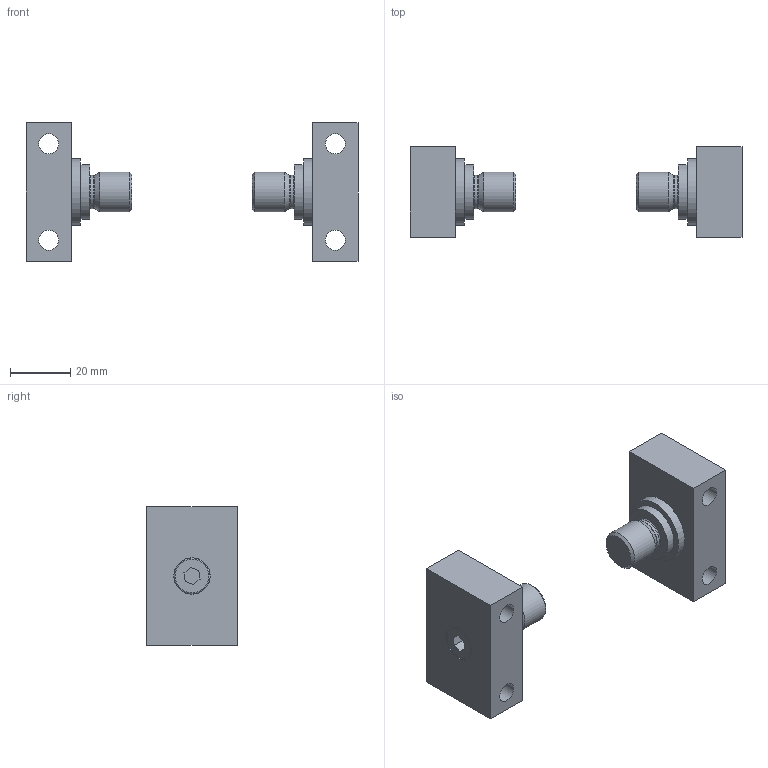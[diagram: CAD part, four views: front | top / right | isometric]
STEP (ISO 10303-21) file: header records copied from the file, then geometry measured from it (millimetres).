
FILE_DESCRIPTION (( 'STEP AP214' ), '1' );
FILE_NAME ('RK-SCR2-T01.STEP', '2025-05-12T17:05:10', ( '' ), ( '' ), 'SwSTEP 2.0', 'SolidWorks 2023', '' );
FILE_SCHEMA (( 'AUTOMOTIVE_DESIGN' ));
Length unit declared in the file: millimetre
Products named in the file (3): PU-TRUN_MM-M00.00X00_PU-TRUN_G1-4_12X18; 1320.32.12_1F; RK-SCR2-T01
Assembly tree (4 placements, depth 2):
  RK-SCR2-T01
    PU-TRUN_MM-M00.00X00_PU-TRUN_G1-4_12X18  x2
    1320.32.12_1F  x2
Bounding box: 110 x 30 x 46 mm (x, y, z)
Volume: 42727.5 mm3; surface area: 18044.6 mm2
Topology: 4 solids, 4 shells, 72 faces, 142 edges, 90 vertices
Faces by surface type: plane 40, cylinder 20, torus 8, cone 4
Full cylindrical faces by diameter (mm): 6.6 x4, 11 x6, 12 x4, 13.157 x2, 18.161 x2, 22 x2
Entity records: 1147 total; most frequent: DIRECTION 166, CARTESIAN_POINT 143, ORIENTED_EDGE 110, AXIS2_PLACEMENT_3D 68, EDGE_LOOP 64, EDGE_CURVE 55, FACE_OUTER_BOUND 50, VERTEX_POINT 45
